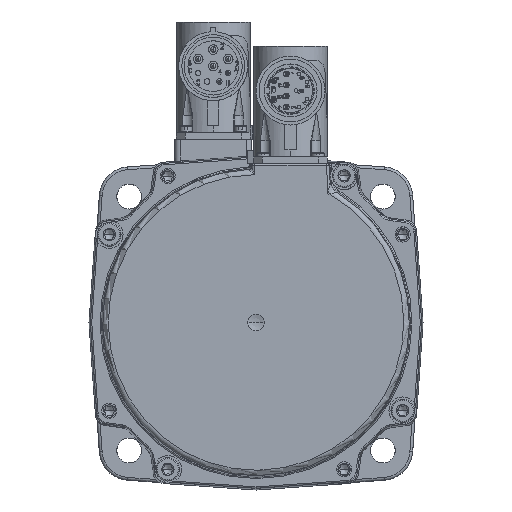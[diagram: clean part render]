
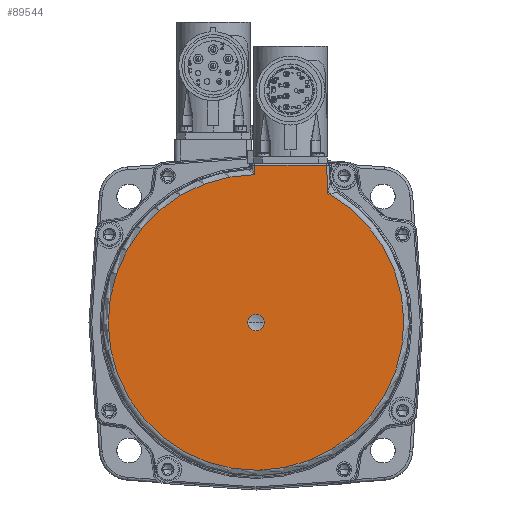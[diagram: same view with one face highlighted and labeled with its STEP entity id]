
A CAD part, top view. The second image highlights one B-rep face of the part: STEP entity #89544.
In plain terms, the highlighted planar face has unit normal (0, 0, 1).
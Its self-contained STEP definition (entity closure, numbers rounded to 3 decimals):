
#27794=CARTESIAN_POINT('',(25.534,57.,122.4));
#27822=DIRECTION('',(-0.052,0.999,0.));
#27823=VECTOR('',#27822,10.256);
#27824=CARTESIAN_POINT('',(26.07,46.758,122.4));
#27825=LINE('',#27824,#27823);
#27923=CARTESIAN_POINT('',(0.,0.,122.4));
#27924=DIRECTION('',(0.,0.,-1.));
#27925=DIRECTION('',(0.487,0.873,0.));
#27926=AXIS2_PLACEMENT_3D('',#27923,#27924,#27925);
#28005=DIRECTION('',(0.,-1.,0.));
#28006=VECTOR('',#28005,3.468);
#28007=CARTESIAN_POINT('',(-0.509,57.,122.4));
#28008=LINE('',#28007,#28006);
#28028=DIRECTION('',(1.,0.,0.));
#28029=VECTOR('',#28028,26.042);
#28030=CARTESIAN_POINT('',(-0.509,57.,122.4));
#28031=LINE('',#28030,#28029);
#28037=CARTESIAN_POINT('',(0.,0.,122.4));
#28038=DIRECTION('',(0.,0.,-1.));
#28039=DIRECTION('',(1.,0.,0.));
#28040=AXIS2_PLACEMENT_3D('',#28037,#28038,#28039);
#28042=CARTESIAN_POINT('',(0.,0.,122.4));
#28043=DIRECTION('',(0.,0.,-1.));
#28044=DIRECTION('',(-1.,0.,0.));
#28045=AXIS2_PLACEMENT_3D('',#28042,#28043,#28044);
#49038=CARTESIAN_POINT('',(3.,0.,122.4));
#49039=CARTESIAN_POINT('',(-3.,0.,122.4));
#49040=VERTEX_POINT('',#49038);
#49041=VERTEX_POINT('',#49039);
#49452=CARTESIAN_POINT('',(26.07,46.758,122.4));
#49453=CARTESIAN_POINT('',(-0.509,53.532,122.4));
#49454=VERTEX_POINT('',#49452);
#49455=VERTEX_POINT('',#49453);
#49458=VERTEX_POINT('',#27794);
#49462=CARTESIAN_POINT('',(-0.509,57.,122.4));
#49463=VERTEX_POINT('',#49462);
#89527=CARTESIAN_POINT('',(0.,0.,122.4));
#89528=DIRECTION('',(0.,0.,1.));
#89529=DIRECTION('',(-1.,0.,0.));
#89530=AXIS2_PLACEMENT_3D('',#89527,#89528,#89529);
#89531=PLANE('',#89530);
#89532=ORIENTED_EDGE('',*,*,#89387,.T.);
#89533=ORIENTED_EDGE('',*,*,#89496,.F.);
#89534=ORIENTED_EDGE('',*,*,#89521,.T.);
#89535=ORIENTED_EDGE('',*,*,#89251,.F.);
#89536=EDGE_LOOP('',(#89532,#89533,#89534,#89535));
#89537=FACE_OUTER_BOUND('',#89536,.F.);
#89539=ORIENTED_EDGE('',*,*,#89538,.F.);
#89541=ORIENTED_EDGE('',*,*,#89540,.F.);
#89542=EDGE_LOOP('',(#89539,#89541));
#89543=FACE_BOUND('',#89542,.F.);
#89544=ADVANCED_FACE('',(#89537,#89543),#89531,.T.);
#27927=CIRCLE('',#27926,53.535);
#28041=CIRCLE('',#28040,3.);
#28046=CIRCLE('',#28045,3.);
#89251=EDGE_CURVE('',#49454,#49458,#27825,.T.);
#89387=EDGE_CURVE('',#49454,#49455,#27927,.T.);
#89496=EDGE_CURVE('',#49463,#49455,#28008,.T.);
#89521=EDGE_CURVE('',#49463,#49458,#28031,.T.);
#89538=EDGE_CURVE('',#49040,#49041,#28041,.T.);
#89540=EDGE_CURVE('',#49041,#49040,#28046,.T.);
